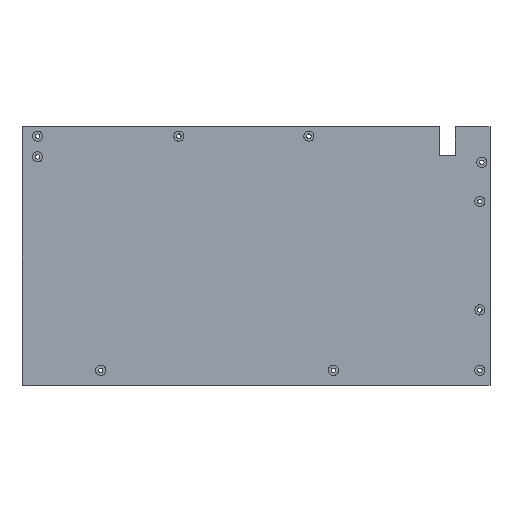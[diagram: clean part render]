
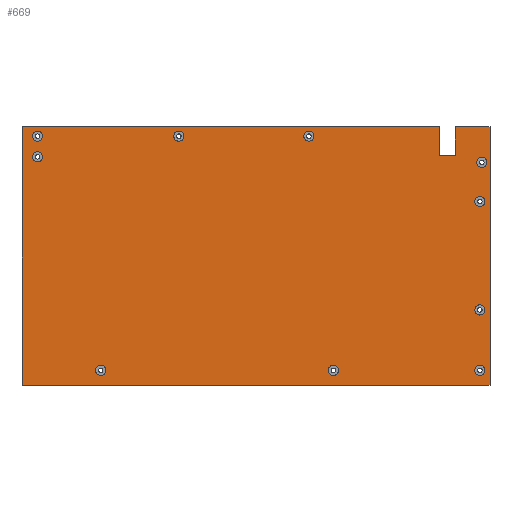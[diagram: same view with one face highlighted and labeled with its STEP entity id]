
A CAD part, top view. The second image highlights one B-rep face of the part: STEP entity #669.
In plain terms, the highlighted planar face has unit normal (0, 0, 1).
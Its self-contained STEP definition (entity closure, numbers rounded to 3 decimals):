
#25=FACE_BOUND('',#154,.T.);
#26=FACE_BOUND('',#155,.T.);
#27=FACE_BOUND('',#156,.T.);
#28=FACE_BOUND('',#157,.T.);
#29=FACE_BOUND('',#158,.T.);
#30=FACE_BOUND('',#159,.T.);
#31=FACE_BOUND('',#160,.T.);
#32=FACE_BOUND('',#161,.T.);
#33=FACE_BOUND('',#162,.T.);
#34=FACE_BOUND('',#163,.T.);
#63=PLANE('',#763);
#103=FACE_OUTER_BOUND('',#153,.T.);
#153=EDGE_LOOP('',(#575,#576,#577,#578,#579,#580,#581,#582));
#154=EDGE_LOOP('',(#583));
#155=EDGE_LOOP('',(#584));
#156=EDGE_LOOP('',(#585));
#157=EDGE_LOOP('',(#586));
#158=EDGE_LOOP('',(#587));
#159=EDGE_LOOP('',(#588));
#160=EDGE_LOOP('',(#589));
#161=EDGE_LOOP('',(#590));
#162=EDGE_LOOP('',(#591));
#163=EDGE_LOOP('',(#592));
#197=LINE('',#1109,#241);
#200=LINE('',#1115,#244);
#203=LINE('',#1121,#247);
#206=LINE('',#1127,#250);
#209=LINE('',#1133,#253);
#212=LINE('',#1139,#256);
#215=LINE('',#1145,#259);
#218=LINE('',#1149,#262);
#241=VECTOR('',#931,10.);
#244=VECTOR('',#936,10.);
#247=VECTOR('',#941,10.);
#250=VECTOR('',#946,10.);
#253=VECTOR('',#951,10.);
#256=VECTOR('',#956,10.);
#259=VECTOR('',#961,10.);
#262=VECTOR('',#966,10.);
#284=CIRCLE('',#717,2.5);
#286=CIRCLE('',#721,2.5);
#288=CIRCLE('',#725,2.5);
#290=CIRCLE('',#729,2.5);
#292=CIRCLE('',#733,2.5);
#294=CIRCLE('',#737,2.5);
#296=CIRCLE('',#741,2.5);
#298=CIRCLE('',#745,2.5);
#300=CIRCLE('',#749,2.5);
#302=CIRCLE('',#753,2.5);
#324=VERTEX_POINT('',#1035);
#326=VERTEX_POINT('',#1042);
#328=VERTEX_POINT('',#1049);
#330=VERTEX_POINT('',#1056);
#332=VERTEX_POINT('',#1063);
#334=VERTEX_POINT('',#1070);
#336=VERTEX_POINT('',#1077);
#338=VERTEX_POINT('',#1084);
#340=VERTEX_POINT('',#1091);
#342=VERTEX_POINT('',#1098);
#345=VERTEX_POINT('',#1106);
#346=VERTEX_POINT('',#1108);
#348=VERTEX_POINT('',#1114);
#350=VERTEX_POINT('',#1120);
#352=VERTEX_POINT('',#1126);
#354=VERTEX_POINT('',#1132);
#356=VERTEX_POINT('',#1138);
#358=VERTEX_POINT('',#1144);
#391=EDGE_CURVE('',#324,#324,#284,.T.);
#394=EDGE_CURVE('',#326,#326,#286,.T.);
#397=EDGE_CURVE('',#328,#328,#288,.T.);
#400=EDGE_CURVE('',#330,#330,#290,.T.);
#403=EDGE_CURVE('',#332,#332,#292,.T.);
#406=EDGE_CURVE('',#334,#334,#294,.T.);
#409=EDGE_CURVE('',#336,#336,#296,.T.);
#412=EDGE_CURVE('',#338,#338,#298,.T.);
#415=EDGE_CURVE('',#340,#340,#300,.T.);
#418=EDGE_CURVE('',#342,#342,#302,.T.);
#421=EDGE_CURVE('',#346,#345,#197,.T.);
#424=EDGE_CURVE('',#348,#346,#200,.T.);
#427=EDGE_CURVE('',#350,#348,#203,.T.);
#430=EDGE_CURVE('',#352,#350,#206,.T.);
#433=EDGE_CURVE('',#354,#352,#209,.T.);
#436=EDGE_CURVE('',#356,#354,#212,.T.);
#439=EDGE_CURVE('',#358,#356,#215,.T.);
#442=EDGE_CURVE('',#345,#358,#218,.T.);
#575=ORIENTED_EDGE('',*,*,#442,.T.);
#576=ORIENTED_EDGE('',*,*,#439,.T.);
#577=ORIENTED_EDGE('',*,*,#436,.T.);
#578=ORIENTED_EDGE('',*,*,#433,.T.);
#579=ORIENTED_EDGE('',*,*,#430,.T.);
#580=ORIENTED_EDGE('',*,*,#427,.T.);
#581=ORIENTED_EDGE('',*,*,#424,.T.);
#582=ORIENTED_EDGE('',*,*,#421,.T.);
#583=ORIENTED_EDGE('',*,*,#391,.T.);
#584=ORIENTED_EDGE('',*,*,#400,.T.);
#585=ORIENTED_EDGE('',*,*,#418,.T.);
#586=ORIENTED_EDGE('',*,*,#412,.T.);
#587=ORIENTED_EDGE('',*,*,#406,.T.);
#588=ORIENTED_EDGE('',*,*,#415,.T.);
#589=ORIENTED_EDGE('',*,*,#403,.T.);
#590=ORIENTED_EDGE('',*,*,#394,.T.);
#591=ORIENTED_EDGE('',*,*,#409,.T.);
#592=ORIENTED_EDGE('',*,*,#397,.T.);
#669=ADVANCED_FACE('',(#103,#25,#26,#27,#28,#29,#30,#31,#32,#33,#34),#63,
 .T.);
#717=AXIS2_PLACEMENT_3D('',#1037,#842,#843);
#721=AXIS2_PLACEMENT_3D('',#1044,#851,#852);
#725=AXIS2_PLACEMENT_3D('',#1051,#860,#861);
#729=AXIS2_PLACEMENT_3D('',#1058,#869,#870);
#733=AXIS2_PLACEMENT_3D('',#1065,#878,#879);
#737=AXIS2_PLACEMENT_3D('',#1072,#887,#888);
#741=AXIS2_PLACEMENT_3D('',#1079,#896,#897);
#745=AXIS2_PLACEMENT_3D('',#1086,#905,#906);
#749=AXIS2_PLACEMENT_3D('',#1093,#914,#915);
#753=AXIS2_PLACEMENT_3D('',#1100,#923,#924);
#763=AXIS2_PLACEMENT_3D('',#1150,#967,#968);
#842=DIRECTION('center_axis',(0.,0.,-1.));
#843=DIRECTION('ref_axis',(1.,0.,0.));
#851=DIRECTION('center_axis',(0.,0.,-1.));
#852=DIRECTION('ref_axis',(1.,0.,0.));
#860=DIRECTION('center_axis',(0.,0.,-1.));
#861=DIRECTION('ref_axis',(1.,0.,0.));
#869=DIRECTION('center_axis',(0.,0.,-1.));
#870=DIRECTION('ref_axis',(1.,0.,0.));
#878=DIRECTION('center_axis',(0.,0.,-1.));
#879=DIRECTION('ref_axis',(1.,0.,0.));
#887=DIRECTION('center_axis',(0.,0.,-1.));
#888=DIRECTION('ref_axis',(1.,0.,0.));
#896=DIRECTION('center_axis',(0.,0.,-1.));
#897=DIRECTION('ref_axis',(1.,0.,0.));
#905=DIRECTION('center_axis',(0.,0.,-1.));
#906=DIRECTION('ref_axis',(1.,0.,0.));
#914=DIRECTION('center_axis',(0.,0.,-1.));
#915=DIRECTION('ref_axis',(1.,0.,0.));
#923=DIRECTION('center_axis',(0.,0.,-1.));
#924=DIRECTION('ref_axis',(1.,0.,0.));
#931=DIRECTION('',(-1.,0.,0.));
#936=DIRECTION('',(0.,1.,0.));
#941=DIRECTION('',(-1.,0.,0.));
#946=DIRECTION('',(0.,-1.,0.));
#951=DIRECTION('',(-1.,0.,0.));
#956=DIRECTION('',(0.,1.,0.));
#961=DIRECTION('',(1.,0.,0.));
#966=DIRECTION('',(0.,-1.,0.));
#967=DIRECTION('center_axis',(0.,0.,1.));
#968=DIRECTION('ref_axis',(1.,0.,0.));
#1035=CARTESIAN_POINT('',(222.5,6.3,1.5));
#1037=CARTESIAN_POINT('Origin',(225.,6.3,1.5));
#1042=CARTESIAN_POINT('',(222.5,89.3,1.5));
#1044=CARTESIAN_POINT('Origin',(225.,89.3,1.5));
#1049=CARTESIAN_POINT('',(5.15,121.4,1.5));
#1051=CARTESIAN_POINT('Origin',(7.65,121.4,1.5));
#1056=CARTESIAN_POINT('',(74.6,121.4,1.5));
#1058=CARTESIAN_POINT('Origin',(77.1,121.4,1.5));
#1063=CARTESIAN_POINT('',(222.5,36.,1.5));
#1065=CARTESIAN_POINT('Origin',(225.,36.,1.5));
#1070=CARTESIAN_POINT('',(36.2,6.3,1.5));
#1072=CARTESIAN_POINT('Origin',(38.7,6.3,1.5));
#1077=CARTESIAN_POINT('',(223.5,108.5,1.5));
#1079=CARTESIAN_POINT('Origin',(226.,108.5,1.5));
#1084=CARTESIAN_POINT('',(5.15,111.2,1.5));
#1086=CARTESIAN_POINT('Origin',(7.65,111.2,1.5));
#1091=CARTESIAN_POINT('',(138.5,121.4,1.5));
#1093=CARTESIAN_POINT('Origin',(141.,121.4,1.5));
#1098=CARTESIAN_POINT('',(150.5,6.3,1.5));
#1100=CARTESIAN_POINT('Origin',(153.,6.3,1.5));
#1106=CARTESIAN_POINT('',(0.,126.,1.5));
#1108=CARTESIAN_POINT('',(205.,126.,1.5));
#1109=CARTESIAN_POINT('',(230.,126.,1.5));
#1114=CARTESIAN_POINT('',(205.,112.,1.5));
#1115=CARTESIAN_POINT('',(205.,126.,1.5));
#1120=CARTESIAN_POINT('',(213.,112.,1.5));
#1121=CARTESIAN_POINT('',(205.,112.,1.5));
#1126=CARTESIAN_POINT('',(213.,126.,1.5));
#1127=CARTESIAN_POINT('',(213.,112.,1.5));
#1132=CARTESIAN_POINT('',(230.,126.,1.5));
#1133=CARTESIAN_POINT('',(230.,126.,1.5));
#1138=CARTESIAN_POINT('',(230.,-1.,1.5));
#1139=CARTESIAN_POINT('',(230.,-1.,1.5));
#1144=CARTESIAN_POINT('',(0.,-1.,1.5));
#1145=CARTESIAN_POINT('',(0.,-1.,1.5));
#1149=CARTESIAN_POINT('',(0.,126.,1.5));
#1150=CARTESIAN_POINT('Origin',(115.,62.5,1.5));
